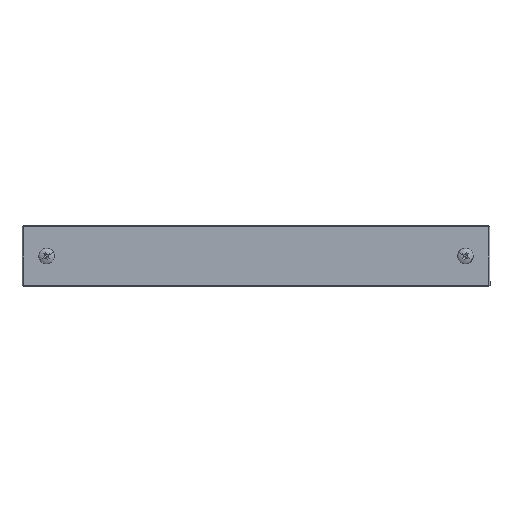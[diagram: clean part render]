
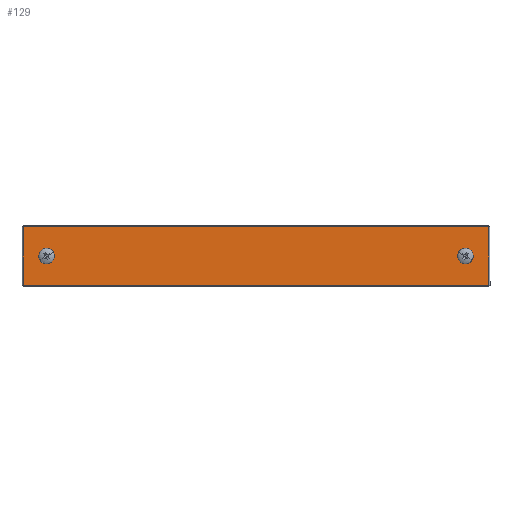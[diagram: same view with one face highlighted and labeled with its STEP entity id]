
A CAD part, front view. The second image highlights one B-rep face of the part: STEP entity #129.
In plain terms, the highlighted planar face has unit normal (0, -1, 0).
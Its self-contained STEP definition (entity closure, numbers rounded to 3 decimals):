
#115=FACE_BOUND('',#406,.T.);
#116=FACE_BOUND('',#407,.T.);
#129=ADVANCED_FACE('',(#267,#115,#116),#1939,.T.);
#267=FACE_OUTER_BOUND('',#405,.T.);
#405=EDGE_LOOP('',(#565,#566,#567,#568));
#406=EDGE_LOOP('',(#569,#570));
#407=EDGE_LOOP('',(#571,#572));
#565=ORIENTED_EDGE('',*,*,#1165,.F.);
#566=ORIENTED_EDGE('',*,*,#1167,.F.);
#567=ORIENTED_EDGE('',*,*,#1166,.F.);
#568=ORIENTED_EDGE('',*,*,#1168,.F.);
#569=ORIENTED_EDGE('',*,*,#1183,.T.);
#570=ORIENTED_EDGE('',*,*,#1218,.T.);
#571=ORIENTED_EDGE('',*,*,#1189,.T.);
#572=ORIENTED_EDGE('',*,*,#1222,.T.);
#1165=EDGE_CURVE('',#1711,#1712,#1465,.T.);
#1166=EDGE_CURVE('',#1713,#1714,#1466,.T.);
#1167=EDGE_CURVE('',#1714,#1711,#1467,.T.);
#1168=EDGE_CURVE('',#1712,#1713,#1468,.T.);
#1183=EDGE_CURVE('',#1710,#1729,#1483,.T.);
#1189=EDGE_CURVE('',#1709,#1731,#1489,.T.);
#1218=EDGE_CURVE('',#1729,#1710,#1518,.T.);
#1222=EDGE_CURVE('',#1731,#1709,#1522,.T.);
#1465=B_SPLINE_CURVE_WITH_KNOTS('',1,(#2493,#2494),.UNSPECIFIED.,.F.,.F.,
(2,2),(0.5,20.8),.UNSPECIFIED.);
#1466=B_SPLINE_CURVE_WITH_KNOTS('',1,(#2495,#2496),.UNSPECIFIED.,.F.,.F.,
(2,2),(0.5,20.8),.UNSPECIFIED.);
#1467=B_SPLINE_CURVE_WITH_KNOTS('',1,(#2497,#2498),.UNSPECIFIED.,.F.,.F.,
(2,2),(0.5,163.),.UNSPECIFIED.);
#1468=B_SPLINE_CURVE_WITH_KNOTS('',1,(#2499,#2500),.UNSPECIFIED.,.F.,.F.,
(2,2),(0.5,163.),.UNSPECIFIED.);
#1483=B_SPLINE_CURVE_WITH_KNOTS('',3,(#2539,#2540,#2541,#2542,#2543,#2544,
#2545,#2546,#2547,#2548,#2549),.UNSPECIFIED.,.F.,.F.,(4,1,1,1,1,1,1,1,4),
(0.,0.81,1.62,2.538,3.456,
4.374,5.293,6.102,6.912),
 .UNSPECIFIED.);
#1489=B_SPLINE_CURVE_WITH_KNOTS('',3,(#2589,#2590,#2591,#2592,#2593,#2594,
#2595,#2596,#2597,#2598,#2599),.UNSPECIFIED.,.F.,.F.,(4,1,1,1,1,1,1,1,4),
(0.,0.81,1.62,2.538,3.456,
4.374,5.293,6.102,6.912),
 .UNSPECIFIED.);
#1518=B_SPLINE_CURVE_WITH_KNOTS('',3,(#2711,#2712,#2713,#2714,#2715,#2716,
#2717,#2718,#2719,#2720,#2721),.UNSPECIFIED.,.F.,.F.,(4,1,1,1,1,1,1,1,4),
(6.912,7.722,8.532,9.45,10.368,
11.287,12.205,13.015,13.825),
 .UNSPECIFIED.);
#1522=B_SPLINE_CURVE_WITH_KNOTS('',3,(#2737,#2738,#2739,#2740,#2741,#2742,
#2743,#2744,#2745,#2746,#2747),.UNSPECIFIED.,.F.,.F.,(4,1,1,1,1,1,1,1,4),
(6.912,7.722,8.532,9.45,10.368,
11.287,12.205,13.015,13.825),
 .UNSPECIFIED.);
#1709=VERTEX_POINT('',#2437);
#1710=VERTEX_POINT('',#2438);
#1711=VERTEX_POINT('',#2439);
#1712=VERTEX_POINT('',#2440);
#1713=VERTEX_POINT('',#2441);
#1714=VERTEX_POINT('',#2442);
#1729=VERTEX_POINT('',#2457);
#1731=VERTEX_POINT('',#2459);
#1939=PLANE('',#1997);
#1997=AXIS2_PLACEMENT_3D('',#2079,#2038,$);
#2038=DIRECTION('',(0.,-1.,0.));
#2079=CARTESIAN_POINT('',(-110.217,-94.203,31.092));
#2437=CARTESIAN_POINT('',(-103.828,-94.203,20.306));
#2438=CARTESIAN_POINT('',(46.895,-94.203,20.306));
#2439=CARTESIAN_POINT('',(52.783,-94.203,30.592));
#2440=CARTESIAN_POINT('',(52.783,-94.203,10.292));
#2441=CARTESIAN_POINT('',(-109.717,-94.203,10.292));
#2442=CARTESIAN_POINT('',(-109.717,-94.203,30.592));
#2457=CARTESIAN_POINT('',(42.511,-94.203,20.689));
#2459=CARTESIAN_POINT('',(-99.445,-94.203,20.689));
#2493=CARTESIAN_POINT('',(52.783,-94.203,30.592));
#2494=CARTESIAN_POINT('',(52.783,-94.203,10.292));
#2495=CARTESIAN_POINT('',(-109.717,-94.203,10.292));
#2496=CARTESIAN_POINT('',(-109.717,-94.203,30.592));
#2497=CARTESIAN_POINT('',(-109.717,-94.203,30.592));
#2498=CARTESIAN_POINT('',(52.783,-94.203,30.592));
#2499=CARTESIAN_POINT('',(52.783,-94.203,10.292));
#2500=CARTESIAN_POINT('',(-109.717,-94.203,10.292));
#2539=CARTESIAN_POINT('',(46.895,-94.203,20.306));
#2540=CARTESIAN_POINT('',(46.871,-94.203,20.037));
#2541=CARTESIAN_POINT('',(46.724,-94.203,19.508));
#2542=CARTESIAN_POINT('',(46.211,-94.203,18.817));
#2543=CARTESIAN_POINT('',(45.437,-94.203,18.354));
#2544=CARTESIAN_POINT('',(44.506,-94.203,18.241));
#2545=CARTESIAN_POINT('',(43.608,-94.203,18.514));
#2546=CARTESIAN_POINT('',(42.927,-94.203,19.105));
#2547=CARTESIAN_POINT('',(42.541,-94.203,19.874));
#2548=CARTESIAN_POINT('',(42.488,-94.203,20.42));
#2549=CARTESIAN_POINT('',(42.511,-94.203,20.689));
#2589=CARTESIAN_POINT('',(-103.828,-94.203,20.306));
#2590=CARTESIAN_POINT('',(-103.852,-94.203,20.575));
#2591=CARTESIAN_POINT('',(-103.799,-94.203,21.121));
#2592=CARTESIAN_POINT('',(-103.413,-94.203,21.891));
#2593=CARTESIAN_POINT('',(-102.732,-94.203,22.481));
#2594=CARTESIAN_POINT('',(-101.834,-94.203,22.754));
#2595=CARTESIAN_POINT('',(-100.903,-94.203,22.641));
#2596=CARTESIAN_POINT('',(-100.129,-94.203,22.178));
#2597=CARTESIAN_POINT('',(-99.616,-94.203,21.487));
#2598=CARTESIAN_POINT('',(-99.469,-94.203,20.958));
#2599=CARTESIAN_POINT('',(-99.445,-94.203,20.689));
#2711=CARTESIAN_POINT('',(42.511,-94.203,20.689));
#2712=CARTESIAN_POINT('',(42.535,-94.203,20.958));
#2713=CARTESIAN_POINT('',(42.682,-94.203,21.487));
#2714=CARTESIAN_POINT('',(43.195,-94.203,22.178));
#2715=CARTESIAN_POINT('',(43.969,-94.203,22.641));
#2716=CARTESIAN_POINT('',(44.901,-94.203,22.754));
#2717=CARTESIAN_POINT('',(45.798,-94.203,22.481));
#2718=CARTESIAN_POINT('',(46.48,-94.203,21.891));
#2719=CARTESIAN_POINT('',(46.865,-94.203,21.121));
#2720=CARTESIAN_POINT('',(46.918,-94.203,20.575));
#2721=CARTESIAN_POINT('',(46.895,-94.203,20.306));
#2737=CARTESIAN_POINT('',(-99.445,-94.203,20.689));
#2738=CARTESIAN_POINT('',(-99.422,-94.203,20.42));
#2739=CARTESIAN_POINT('',(-99.475,-94.203,19.874));
#2740=CARTESIAN_POINT('',(-99.86,-94.203,19.105));
#2741=CARTESIAN_POINT('',(-100.542,-94.203,18.514));
#2742=CARTESIAN_POINT('',(-101.439,-94.203,18.241));
#2743=CARTESIAN_POINT('',(-102.371,-94.203,18.354));
#2744=CARTESIAN_POINT('',(-103.145,-94.203,18.817));
#2745=CARTESIAN_POINT('',(-103.658,-94.203,19.508));
#2746=CARTESIAN_POINT('',(-103.805,-94.203,20.037));
#2747=CARTESIAN_POINT('',(-103.828,-94.203,20.306));
